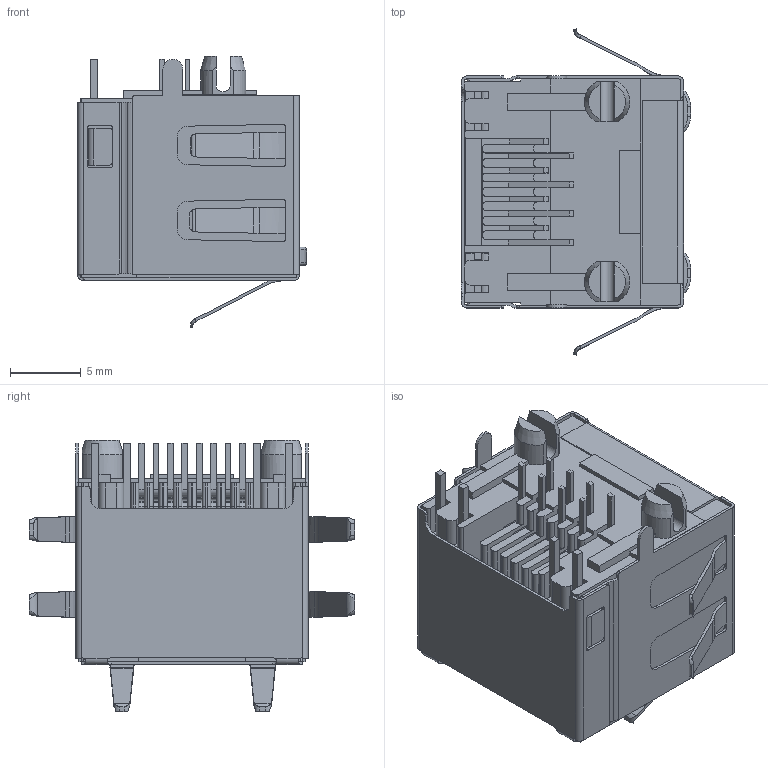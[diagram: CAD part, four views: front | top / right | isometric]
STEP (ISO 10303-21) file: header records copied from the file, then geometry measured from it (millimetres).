
FILE_DESCRIPTION(/* description */ ('Unknown'),/* implementation_level */ '2;1');
FILE_NAME(/* name */ '615108137421R',/* time_stamp */ '2017-09-25T16:44:04+02:00',/* author */ ('Unknown'),/* organization */ ('Unknown'),/* preprocessor_version */ 'ST-DEVELOPER v16.7',/* originating_system */ 'DEX',/* authorisation */ $);
FILE_SCHEMA (('AUTOMOTIVE_DESIGN {1 0 10303 214 3 1 1}'));
Length unit declared in the file: millimetre
Products named in the file (8): 615108137421R; 615108137421R_Housing; 615108137421R_Shielding; 615108137421R_Pin_short; 615108137421R_Pin_long; 615108137421R_Housing2; 615108137421R_LED_green; 615108137421R_LED_yellow
Assembly tree (13 placements, depth 2):
  615108137421R
    615108137421R_Housing
    615108137421R_Shielding
    615108137421R_Pin_short  x4
    615108137421R_Pin_long  x4
    615108137421R_Housing2
    615108137421R_LED_green
    615108137421R_LED_yellow
Bounding box: 16.2 x 23.03 x 19.16 mm (x, y, z)
Volume: 1897.6 mm3; surface area: 5409.3 mm2
Topology: 13 solids, 13 shells, 970 faces, 2740 edges, 1789 vertices
Faces by surface type: plane 647, cylinder 307, torus 8, cone 4, bspline 4
Entity records: 28723 total; most frequent: CARTESIAN_POINT 5129, ORIENTED_EDGE 4832, DIRECTION 4602, EDGE_CURVE 2416, LINE 1822, VECTOR 1822, VERTEX_POINT 1573, AXIS2_PLACEMENT_3D 1390
